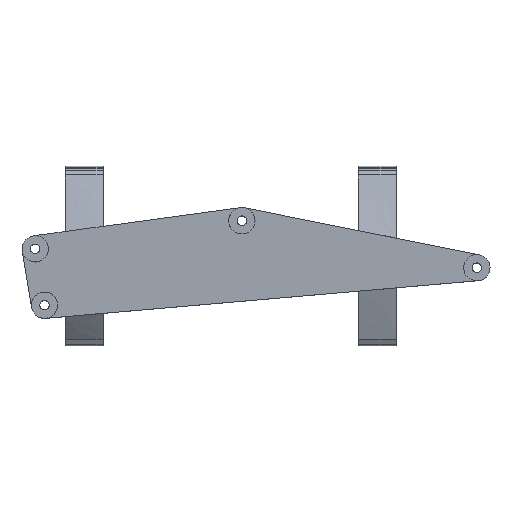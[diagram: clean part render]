
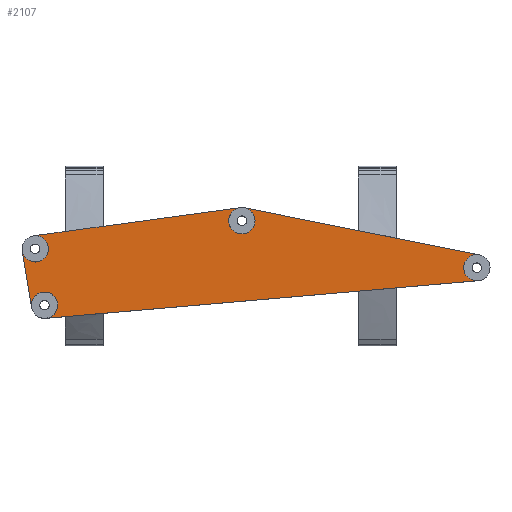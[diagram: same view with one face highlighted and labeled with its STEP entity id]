
A CAD part, top view. The second image highlights one B-rep face of the part: STEP entity #2107.
In plain terms, the highlighted planar face has unit normal (0, 0, 1).
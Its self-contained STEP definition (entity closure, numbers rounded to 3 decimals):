
#168=CIRCLE('',#2304,3.5);
#169=CIRCLE('',#2305,3.5);
#170=CIRCLE('',#2306,3.5);
#171=CIRCLE('',#2307,3.5);
#172=CIRCLE('',#2308,3.5);
#173=CIRCLE('',#2309,3.5);
#266=FACE_OUTER_BOUND('',#377,.T.);
#377=EDGE_LOOP('',(#1804,#1805,#1806,#1807,#1808,#1809,#1810,#1811,#1812,
#1813,#1814,#1815));
#566=LINE('',#3424,#782);
#571=LINE('',#3454,#787);
#574=LINE('',#3470,#790);
#575=LINE('',#3474,#791);
#576=LINE('',#3479,#792);
#577=LINE('',#3482,#793);
#782=VECTOR('',#2784,10.);
#787=VECTOR('',#2791,10.);
#790=VECTOR('',#2806,10.);
#791=VECTOR('',#2809,10.);
#792=VECTOR('',#2814,10.);
#793=VECTOR('',#2817,10.);
#990=VERTEX_POINT('',#3396);
#994=VERTEX_POINT('',#3423);
#998=VERTEX_POINT('',#3453);
#1002=VERTEX_POINT('',#3464);
#1003=VERTEX_POINT('',#3465);
#1004=VERTEX_POINT('',#3467);
#1005=VERTEX_POINT('',#3469);
#1006=VERTEX_POINT('',#3471);
#1007=VERTEX_POINT('',#3473);
#1008=VERTEX_POINT('',#3475);
#1009=VERTEX_POINT('',#3478);
#1010=VERTEX_POINT('',#3480);
#1271=EDGE_CURVE('',#994,#990,#566,.T.);
#1277=EDGE_CURVE('',#998,#994,#571,.T.);
#1282=EDGE_CURVE('',#1002,#1003,#168,.T.);
#1283=EDGE_CURVE('',#1003,#1004,#169,.T.);
#1284=EDGE_CURVE('',#1004,#1005,#574,.T.);
#1285=EDGE_CURVE('',#1005,#1006,#170,.T.);
#1286=EDGE_CURVE('',#1006,#1007,#575,.T.);
#1287=EDGE_CURVE('',#1007,#1008,#171,.T.);
#1288=EDGE_CURVE('',#1008,#998,#172,.T.);
#1289=EDGE_CURVE('',#990,#1009,#576,.T.);
#1290=EDGE_CURVE('',#1009,#1010,#173,.T.);
#1291=EDGE_CURVE('',#1010,#1002,#577,.T.);
#1804=ORIENTED_EDGE('',*,*,#1282,.T.);
#1805=ORIENTED_EDGE('',*,*,#1283,.T.);
#1806=ORIENTED_EDGE('',*,*,#1284,.T.);
#1807=ORIENTED_EDGE('',*,*,#1285,.T.);
#1808=ORIENTED_EDGE('',*,*,#1286,.T.);
#1809=ORIENTED_EDGE('',*,*,#1287,.T.);
#1810=ORIENTED_EDGE('',*,*,#1288,.T.);
#1811=ORIENTED_EDGE('',*,*,#1277,.T.);
#1812=ORIENTED_EDGE('',*,*,#1271,.T.);
#1813=ORIENTED_EDGE('',*,*,#1289,.T.);
#1814=ORIENTED_EDGE('',*,*,#1290,.T.);
#1815=ORIENTED_EDGE('',*,*,#1291,.T.);
#2014=PLANE('',#2303);
#2107=ADVANCED_FACE('',(#266),#2014,.T.);
#2303=AXIS2_PLACEMENT_3D('',#3463,#2800,#2801);
#2304=AXIS2_PLACEMENT_3D('',#3466,#2802,#2803);
#2305=AXIS2_PLACEMENT_3D('',#3468,#2804,#2805);
#2306=AXIS2_PLACEMENT_3D('',#3472,#2807,#2808);
#2307=AXIS2_PLACEMENT_3D('',#3476,#2810,#2811);
#2308=AXIS2_PLACEMENT_3D('',#3477,#2812,#2813);
#2309=AXIS2_PLACEMENT_3D('',#3481,#2815,#2816);
#2784=DIRECTION('',(-0.991,-0.135,0.));
#2791=DIRECTION('',(-0.991,-0.135,0.));
#2800=DIRECTION('center_axis',(0.,0.,1.));
#2801=DIRECTION('ref_axis',(1.,0.,0.));
#2802=DIRECTION('center_axis',(0.,0.,-1.));
#2803=DIRECTION('ref_axis',(1.,0.,0.));
#2804=DIRECTION('center_axis',(0.,0.,-1.));
#2805=DIRECTION('ref_axis',(1.,0.,0.));
#2806=DIRECTION('',(0.996,0.087,0.));
#2807=DIRECTION('center_axis',(0.,0.,-1.));
#2808=DIRECTION('ref_axis',(1.,0.,0.));
#2809=DIRECTION('',(-0.981,0.196,0.));
#2810=DIRECTION('center_axis',(0.,0.,-1.));
#2811=DIRECTION('ref_axis',(1.,0.,0.));
#2812=DIRECTION('center_axis',(0.,0.,-1.));
#2813=DIRECTION('ref_axis',(1.,0.,0.));
#2814=DIRECTION('',(-0.991,-0.135,0.));
#2815=DIRECTION('center_axis',(0.,0.,-1.));
#2816=DIRECTION('ref_axis',(1.,0.,0.));
#2817=DIRECTION('',(0.164,-0.987,0.));
#3396=CARTESIAN_POINT('',(-41.006,12.821,0.));
#3423=CARTESIAN_POINT('',(-30.899,14.198,0.));
#3424=CARTESIAN_POINT('',(5.312,19.132,0.));
#3453=CARTESIAN_POINT('',(5.312,19.132,0.));
#3454=CARTESIAN_POINT('',(5.312,19.132,0.));
#3463=CARTESIAN_POINT('Origin',(9.75,4.45,0.));
#3464=CARTESIAN_POINT('',(-49.953,-7.373,0.));
#3465=CARTESIAN_POINT('',(-50.,-6.8,0.));
#3466=CARTESIAN_POINT('Origin',(-46.5,-6.8,0.));
#3467=CARTESIAN_POINT('',(-46.033,-10.269,0.));
#3468=CARTESIAN_POINT('Origin',(-46.5,-6.8,0.));
#3469=CARTESIAN_POINT('',(68.803,-0.287,0.));
#3470=CARTESIAN_POINT('',(-46.033,-10.269,0.));
#3471=CARTESIAN_POINT('',(68.783,6.689,0.));
#3472=CARTESIAN_POINT('Origin',(68.5,3.2,0.));
#3473=CARTESIAN_POINT('',(6.688,19.132,0.));
#3474=CARTESIAN_POINT('',(69.583,6.528,0.));
#3475=CARTESIAN_POINT('',(2.5,15.7,0.));
#3476=CARTESIAN_POINT('Origin',(6.,15.7,0.));
#3477=CARTESIAN_POINT('Origin',(6.,15.7,0.));
#3478=CARTESIAN_POINT('',(-49.472,11.668,0.));
#3479=CARTESIAN_POINT('',(5.312,19.132,0.));
#3480=CARTESIAN_POINT('',(-52.398,7.361,0.));
#3481=CARTESIAN_POINT('Origin',(-49.,8.2,0.));
#3482=CARTESIAN_POINT('',(-52.487,7.896,0.));
